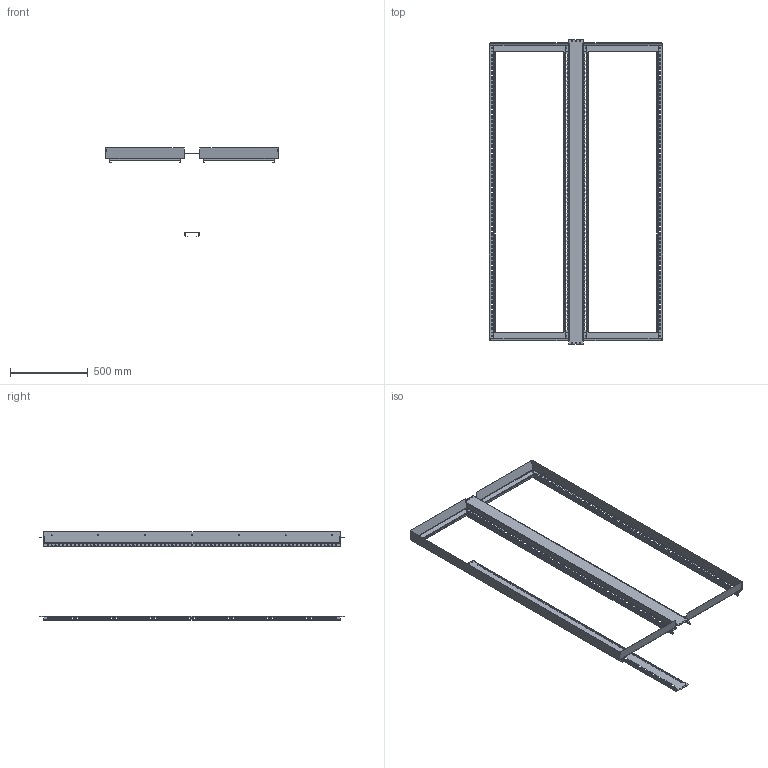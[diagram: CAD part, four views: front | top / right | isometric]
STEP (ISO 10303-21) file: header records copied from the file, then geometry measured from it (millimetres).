
FILE_DESCRIPTION((''),'2;1');
FILE_NAME('BTM200120.stp','2016-11-07T12:50:26',('User'),('SDRC'), 'I-DEAS Master Series 9','UNIX','Yes');
FILE_SCHEMA(('CONFIG_CONTROL_DESIGN', 'GEOMETRIC_VALIDATION_PROPERTIES_MIM','SHAPE_APPEARANCE_LAYER_MIM'));
Length unit declared in the file: millimetre
Assembly tree (8 placements, depth 0):
Bounding box: 1110 x 1954 x 568.5 mm (x, y, z)
Volume: 2237639.6 mm3; surface area: 3079275.4 mm2
Topology: 8 solids, 8 shells, 3326 faces, 9914 edges, 6604 vertices
Faces by surface type: bspline 3326
Entity records: 103339 total; most frequent: CARTESIAN_POINT 48426, ORIENTED_EDGE 17104, EDGE_CURVE 8552, QUASI_UNIFORM_CURVE 7054, VERTEX_POINT 5698, EDGE_LOOP 5280, FACE_OUTER_BOUND 2862, ADVANCED_FACE 2862
